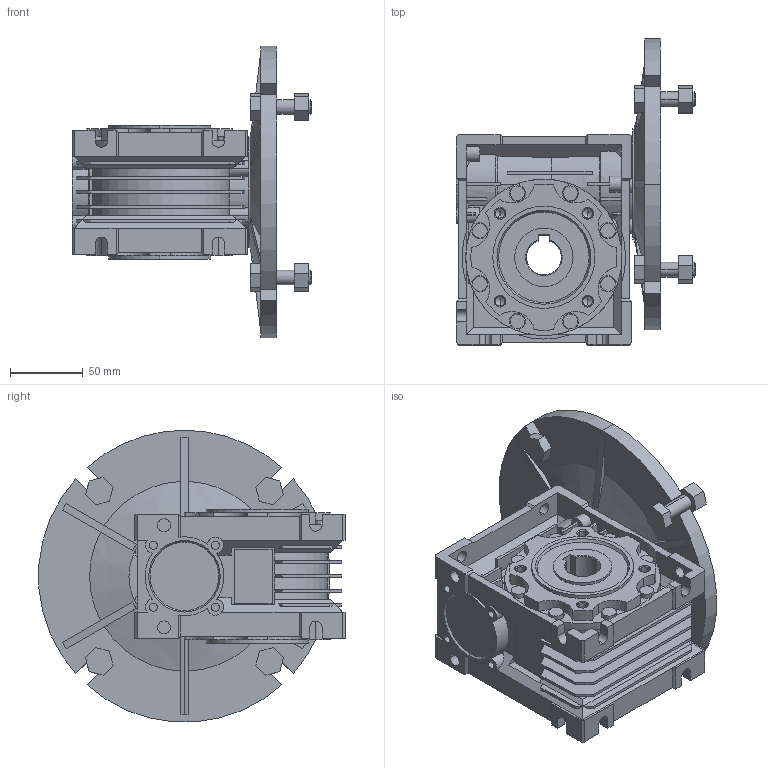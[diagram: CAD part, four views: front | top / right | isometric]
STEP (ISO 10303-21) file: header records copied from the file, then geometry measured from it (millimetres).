
FILE_DESCRIPTION (( 'STEP AP214' ), '1' );
FILE_NAME ('PMRV050_80_B5.STEP', '2018-05-29T11:03:44', ( 'admin' ), ( '' ), 'SwSTEP 2.0', 'SolidWorks 2018', '' );
FILE_SCHEMA (( 'AUTOMOTIVE_DESIGN' ));
Length unit declared in the file: millimetre
Products named in the file (1): PMRV050_80_B5
Bounding box: 164 x 209.67 x 199.67 mm (x, y, z)
Volume: 1275683.5 mm3; surface area: 291926.2 mm2
Topology: 4 solids, 9 shells, 1040 faces, 2774 edges, 1788 vertices
Faces by surface type: plane 626, cylinder 295, cone 115, torus 4
Entity records: 33331 total; most frequent: CARTESIAN_POINT 7200, ORIENTED_EDGE 5516, DIRECTION 5412, EDGE_CURVE 2758, AXIS2_PLACEMENT_3D 1866, VERTEX_POINT 1788, LINE 1680, VECTOR 1680
